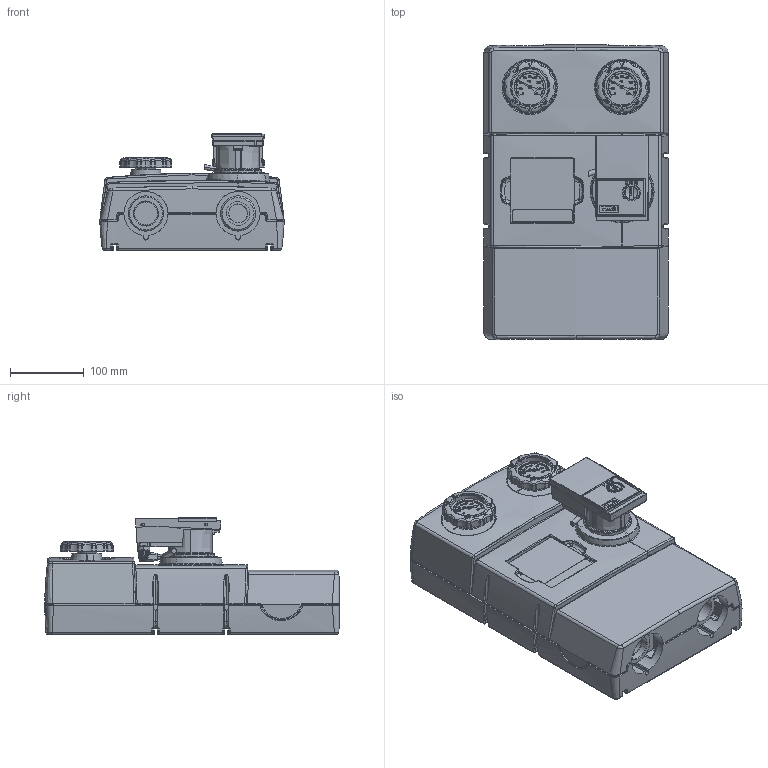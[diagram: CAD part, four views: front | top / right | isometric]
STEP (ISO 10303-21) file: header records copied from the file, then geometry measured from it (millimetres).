
FILE_DESCRIPTION(('CATIA V5 STEP Exchange'),'2;1');
FILE_NAME('61000200 GDA111 DN32.stp','2016-01-12T14:36:34+00:00',('none'),('none'),'CATIA Version 5 Release 20 SP 6 (IN-10)','CATIA V5 STEP AP214','none');
FILE_SCHEMA(('AUTOMOTIVE_DESIGN { 1 0 10303 214 1 1 1 1 }'));
Length unit declared in the file: millimetre
Products named in the file (1): GRA111_AllCATPart
Bounding box: 250 x 400.18 x 157.75 mm (x, y, z)
Volume: 8837163.8 mm3; surface area: 576376.6 mm2
Topology: 1 solids, 39 shells, 5163 faces, 13545 edges, 8671 vertices
Faces by surface type: plane 2268, cylinder 1071, bspline 996, cone 380, torus 295, sphere 133, extrusion 20
Entity records: 236695 total; most frequent: CARTESIAN_POINT 107701, ORIENTED_EDGE 26848, DIRECTION 15394, EDGE_CURVE 13424, VERTEX_POINT 8666, VECTOR 5996, LINE 5976, AXIS2_PLACEMENT_3D 5828
